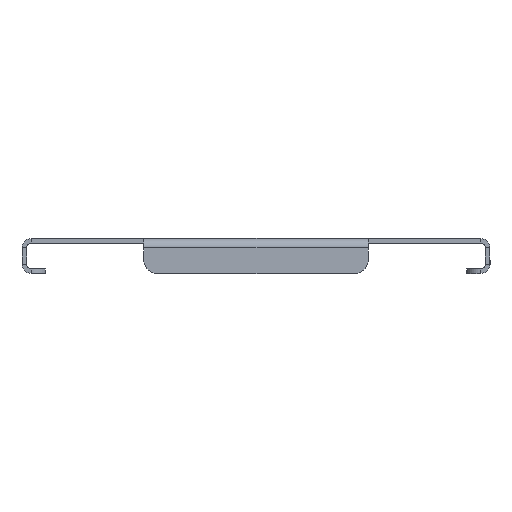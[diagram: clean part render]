
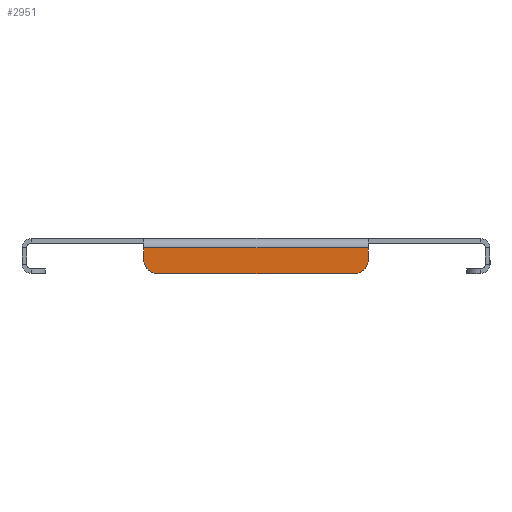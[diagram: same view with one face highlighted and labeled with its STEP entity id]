
A CAD part, left-side view. The second image highlights one B-rep face of the part: STEP entity #2951.
In plain terms, the highlighted planar face has unit normal (-1, 0, 0).
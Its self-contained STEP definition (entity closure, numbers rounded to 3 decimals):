
#19 = VECTOR ( 'NONE', #1665, 1000. ) ;
#45 = PLANE ( 'NONE',  #1605 ) ;
#79 = ORIENTED_EDGE ( 'NONE', *, *, #591, .F. ) ;
#159 = CARTESIAN_POINT ( 'NONE',  ( -249.5, -42., -9. ) ) ;
#274 = CARTESIAN_POINT ( 'NONE',  ( -249.5, -48., -9. ) ) ;
#312 = VECTOR ( 'NONE', #2775, 1000. ) ;
#331 = FACE_OUTER_BOUND ( 'NONE', #2118, .T. ) ;
#411 = CARTESIAN_POINT ( 'NONE',  ( -249.5, -48., -4. ) ) ;
#440 = ORIENTED_EDGE ( 'NONE', *, *, #2307, .T. ) ;
#465 = EDGE_CURVE ( 'NONE', #700, #2694, #941, .T. ) ;
#591 = EDGE_CURVE ( 'NONE', #1105, #1113, #810, .T. ) ;
#595 = CARTESIAN_POINT ( 'NONE',  ( -249.5, 48., -4. ) ) ;
#647 = AXIS2_PLACEMENT_3D ( 'NONE', #159, #1356, #1121 ) ;
#700 = VERTEX_POINT ( 'NONE', #595 ) ;
#718 = LINE ( 'NONE', #2818, #312 ) ;
#734 = DIRECTION ( 'NONE',  ( 0., 0., -1. ) ) ;
#795 = DIRECTION ( 'NONE',  ( 0., 1., 0. ) ) ;
#796 = CIRCLE ( 'NONE', #647, 6. ) ;
#799 = EDGE_CURVE ( 'NONE', #700, #1936, #718, .T. ) ;
#810 = LINE ( 'NONE', #1948, #2147 ) ;
#829 = VERTEX_POINT ( 'NONE', #274 ) ;
#941 = LINE ( 'NONE', #1853, #19 ) ;
#1030 = DIRECTION ( 'NONE',  ( -1., 0., 0. ) ) ;
#1073 = CARTESIAN_POINT ( 'NONE',  ( -249.5, 0., 0. ) ) ;
#1092 = AXIS2_PLACEMENT_3D ( 'NONE', #1938, #1030, #2621 ) ;
#1105 = VERTEX_POINT ( 'NONE', #2159 ) ;
#1113 = VERTEX_POINT ( 'NONE', #2172 ) ;
#1121 = DIRECTION ( 'NONE',  ( 0., 0., -1. ) ) ;
#1198 = CARTESIAN_POINT ( 'NONE',  ( -249.5, -48., -15. ) ) ;
#1287 = CIRCLE ( 'NONE', #1092, 6. ) ;
#1356 = DIRECTION ( 'NONE',  ( -1., 0., 0. ) ) ;
#1477 = VECTOR ( 'NONE', #2781, 1000. ) ;
#1605 = AXIS2_PLACEMENT_3D ( 'NONE', #1073, #2417, #734 ) ;
#1665 = DIRECTION ( 'NONE',  ( 0., -1., 0. ) ) ;
#1722 = ORIENTED_EDGE ( 'NONE', *, *, #2185, .T. ) ;
#1853 = CARTESIAN_POINT ( 'NONE',  ( -249.5, -100., -4. ) ) ;
#1936 = VERTEX_POINT ( 'NONE', #2022 ) ;
#1938 = CARTESIAN_POINT ( 'NONE',  ( -249.5, 42., -9. ) ) ;
#1948 = CARTESIAN_POINT ( 'NONE',  ( -249.5, -100., -15. ) ) ;
#1985 = EDGE_CURVE ( 'NONE', #829, #2694, #2120, .T. ) ;
#1994 = ORIENTED_EDGE ( 'NONE', *, *, #1985, .T. ) ;
#2022 = CARTESIAN_POINT ( 'NONE',  ( -249.5, 48., -9. ) ) ;
#2118 = EDGE_LOOP ( 'NONE', ( #79, #440, #1994, #2245, #2581, #1722 ) ) ;
#2120 = LINE ( 'NONE', #1198, #1477 ) ;
#2147 = VECTOR ( 'NONE', #795, 1000. ) ;
#2159 = CARTESIAN_POINT ( 'NONE',  ( -249.5, -42., -15. ) ) ;
#2172 = CARTESIAN_POINT ( 'NONE',  ( -249.5, 42., -15. ) ) ;
#2185 = EDGE_CURVE ( 'NONE', #1936, #1113, #1287, .T. ) ;
#2245 = ORIENTED_EDGE ( 'NONE', *, *, #465, .F. ) ;
#2307 = EDGE_CURVE ( 'NONE', #1105, #829, #796, .T. ) ;
#2417 = DIRECTION ( 'NONE',  ( 1., 0., 0. ) ) ;
#2581 = ORIENTED_EDGE ( 'NONE', *, *, #799, .T. ) ;
#2621 = DIRECTION ( 'NONE',  ( 0., 0., -1. ) ) ;
#2694 = VERTEX_POINT ( 'NONE', #411 ) ;
#2775 = DIRECTION ( 'NONE',  ( 0., 0., -1. ) ) ;
#2781 = DIRECTION ( 'NONE',  ( 0., 0., 1. ) ) ;
#2818 = CARTESIAN_POINT ( 'NONE',  ( -249.5, 48., -15. ) ) ;
#2951 = ADVANCED_FACE ( 'NONE', ( #331 ), #45, .F. ) ;
